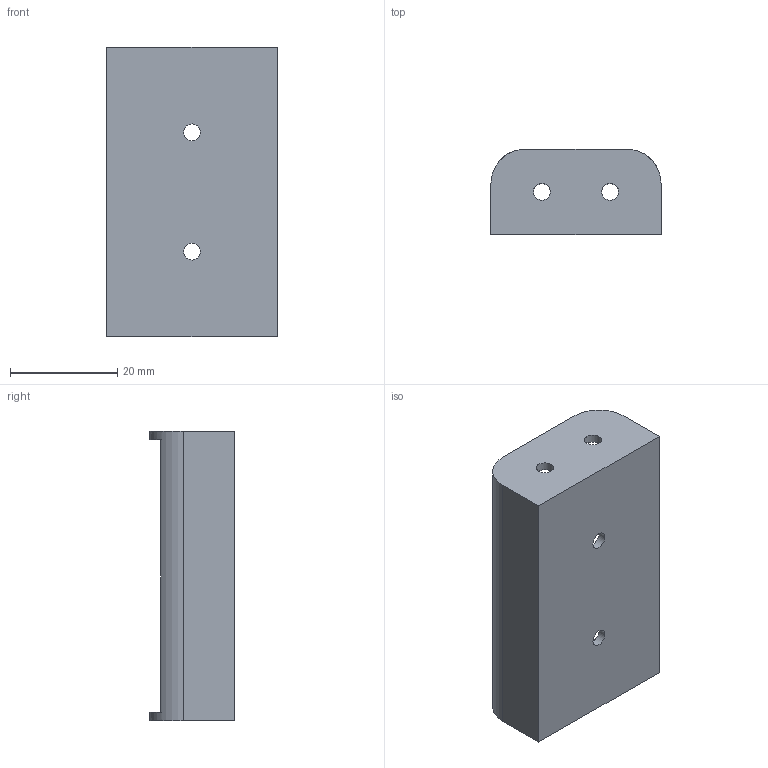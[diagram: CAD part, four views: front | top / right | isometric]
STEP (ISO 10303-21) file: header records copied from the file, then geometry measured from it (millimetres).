
FILE_DESCRIPTION(/* description */ (''),/* implementation_level */ '2;1');
FILE_NAME(/* name */ 'TeacherExample.stp',/* time_stamp */ '2017-04-04T12:30:56-04:00',/* author */ ('bflaiz'),/* organization */ (''),/* preprocessor_version */ 'ST-DEVELOPER v15.6',/* originating_system */ 'Autodesk Inventor 2015',/* authorisation */ '');
FILE_SCHEMA (('AUTOMOTIVE_DESIGN { 1 0 10303 214 3 1 1 }'));
Length unit declared in the file: inch
Products named in the file (1): Battery Holder
Bounding box: 31.75 x 15.88 x 53.98 mm (x, y, z)
Volume: 5389 mm3; surface area: 7741.3 mm2
Topology: 1 solids, 1 shells, 21 faces, 57 edges, 38 vertices
Faces by surface type: plane 12, cylinder 9
Full cylindrical faces by diameter (mm): 3.175 x6
Entity records: 693 total; most frequent: DIRECTION 117, CARTESIAN_POINT 111, ORIENTED_EDGE 102, EDGE_CURVE 51, AXIS2_PLACEMENT_3D 44, EDGE_LOOP 39, VERTEX_POINT 38, LINE 29
